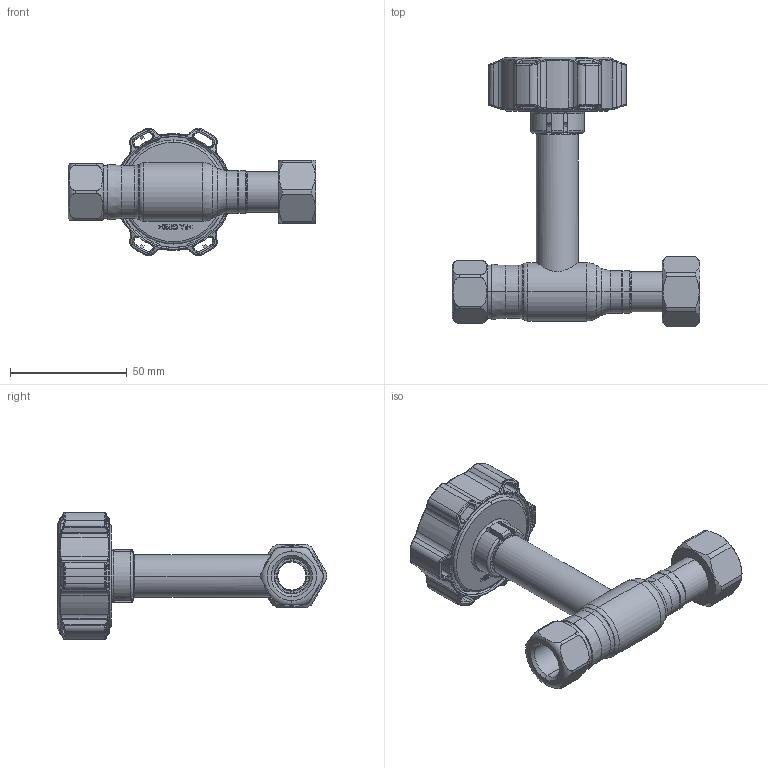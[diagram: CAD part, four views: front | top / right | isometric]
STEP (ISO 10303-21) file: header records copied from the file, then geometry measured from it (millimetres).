
FILE_DESCRIPTION (( 'STEP AP214' ), '1' );
FILE_NAME ('2010002201-0200.step', '2023-12-18T10:02:09', ( '' ), ( '' ), 'SwSTEP 2.0', 'SolidWorks 2021', '' );
FILE_SCHEMA (( 'AUTOMOTIVE_DESIGN' ));
Length unit declared in the file: millimetre
Products named in the file (1): 2010002201-0200
Bounding box: 105.9 x 115.4 x 54.57 mm (x, y, z)
Surface area: 29414.7 mm2 (no closed solid volume)
Topology: 0 solids, 11 shells, 555 faces, 1575 edges, 1007 vertices
Faces by surface type: bspline 167, cylinder 146, plane 101, torus 81, cone 60
Entity records: 33627 total; most frequent: CARTESIAN_POINT 14682, ORIENTED_EDGE 2831, DIRECTION 2295, EDGE_CURVE 1575, VERTEX_POINT 1007, AXIS2_PLACEMENT_3D 921, EDGE_LOOP 591, B_SPLINE_CURVE_WITH_KNOTS 560
